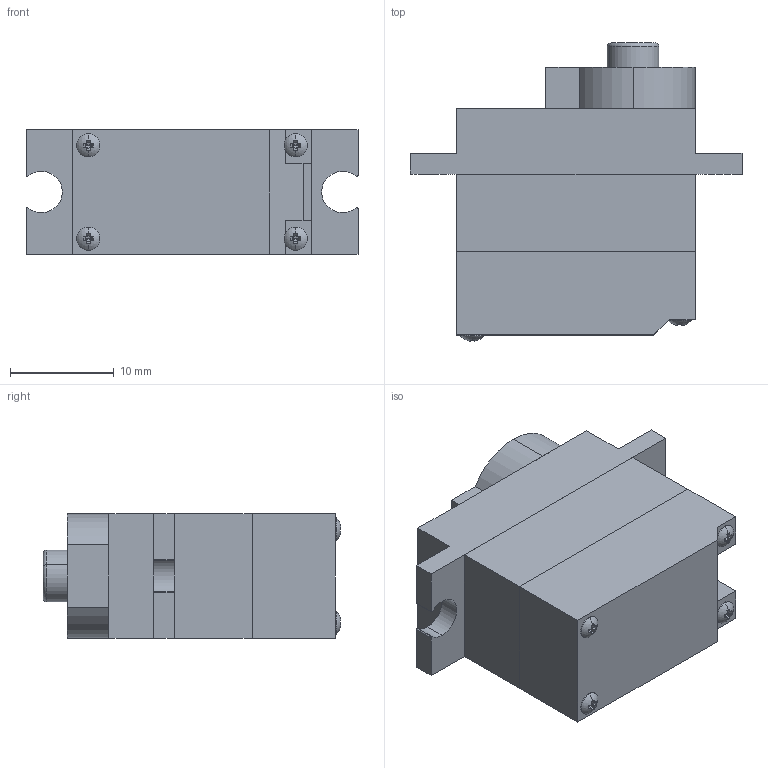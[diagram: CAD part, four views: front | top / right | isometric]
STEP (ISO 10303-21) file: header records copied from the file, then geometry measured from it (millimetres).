
FILE_DESCRIPTION (( 'STEP AP214' ), '1' );
FILE_NAME ('ServoMotor.STEP', '2013-03-12T07:05:26', ( '' ), ( '' ), 'SwSTEP 2.0', 'SolidWorks 2013', '' );
FILE_SCHEMA (( 'AUTOMOTIVE_DESIGN' ));
Length unit declared in the file: millimetre
Products named in the file (20): GearC; ServoMotor; spur gear_din_DIN - Spur gear 0.25M 10T 20PA 1FW ---S10A75H50L0.5N; PotiTengely^ServoMotor; GearA; Tengely^ServoMotor; spur gear_din_DIN - Spur gear 0.22M 11T 20PA 1FW ---S11A75H50L1N; Servo Top; GearB; Potmeter; Motor; spur gear_din_DIN - Spur gear 0.3M 28T 20PA 4FW ---S28A75H50L1N; spur gear_din_DIN - Spur gear 0.3M 10T 20PA 3FW ---S10A75H50L1N; Electronics^ServoMotor; spur gear_din_DIN - Spur gear 0.22M 42T 20PA 1FW ---S42A75H50L1N; Servo Bottom; Servo Body; spur gear_din_DIN - Spur gear 0.2M 47T 20PA 1FW ---S47A75H50L1N; Part1^GearC; cross recessed truss head screw_jis_JIS B 1111 Truss head screw M2 x 20 --8N
Assembly tree (23 placements, depth 3):
  ServoMotor
    Servo Body
    Servo Bottom
    Servo Top
    GearA  x2
      spur gear_din_DIN - Spur gear 0.2M 47T 20PA 1FW ---S47A75H50L1N
      spur gear_din_DIN - Spur gear 0.22M 11T 20PA 1FW ---S11A75H50L1N
    Motor
    spur gear_din_DIN - Spur gear 0.25M 10T 20PA 1FW ---S10A75H50L0.5N
    Potmeter
    GearB
      spur gear_din_DIN - Spur gear 0.22M 42T 20PA 1FW ---S42A75H50L1N
      spur gear_din_DIN - Spur gear 0.3M 10T 20PA 3FW ---S10A75H50L1N
    GearC
      spur gear_din_DIN - Spur gear 0.3M 28T 20PA 4FW ---S28A75H50L1N
      Part1^GearC
    Electronics^ServoMotor
    Tengely^ServoMotor
    PotiTengely^ServoMotor
    cross recessed truss head screw_jis_JIS B 1111 Truss head screw M2 x 20 --8N  x4
Bounding box: 32 x 28.72 x 12 mm (x, y, z)
Volume: 3793 mm3; surface area: 7616 mm2
Topology: 21 solids, 21 shells, 1458 faces, 4032 edges, 2628 vertices
Faces by surface type: cylinder 1067, plane 317, torus 42, cone 24, sphere 8
Entity records: 37683 total; most frequent: DIRECTION 6926, CARTESIAN_POINT 6416, ORIENTED_EDGE 6116, EDGE_CURVE 3058, AXIS2_PLACEMENT_3D 2785, VERTEX_POINT 1993, CIRCLE 1642, VECTOR 1356
